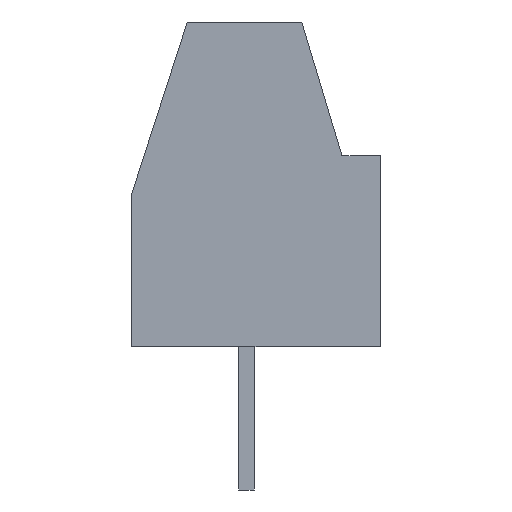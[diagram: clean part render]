
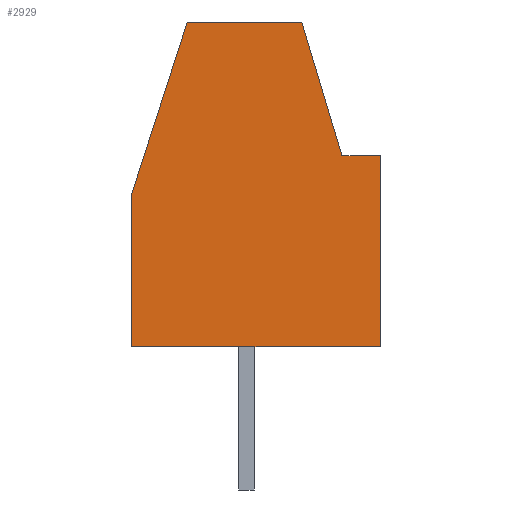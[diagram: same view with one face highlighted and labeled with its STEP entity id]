
A CAD part, left-side view. The second image highlights one B-rep face of the part: STEP entity #2929.
In plain terms, the highlighted planar face has unit normal (-1, 0, 0).
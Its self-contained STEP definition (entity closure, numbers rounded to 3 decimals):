
#2510 = VERTEX_POINT('',#2511);
#2511 = CARTESIAN_POINT('',(0.,-3.5,0.)
  );
#2520 = PLANE('',#2521);
#2521 = AXIS2_PLACEMENT_3D('',#2522,#2523,#2524);
#2522 = CARTESIAN_POINT('',(0.,-3.5,0.));
#2523 = DIRECTION('',(0.,-1.,0.));
#2524 = DIRECTION('',(0.,0.,1.));
#2532 = PLANE('',#2533);
#2533 = AXIS2_PLACEMENT_3D('',#2534,#2535,#2536);
#2534 = CARTESIAN_POINT('',(0.,-3.5,0.));
#2535 = DIRECTION('',(0.,0.,1.));
#2536 = DIRECTION('',(0.,1.,0.));
#2573 = VERTEX_POINT('',#2574);
#2574 = CARTESIAN_POINT('',(0.,-3.5,5.));
#2588 = PLANE('',#2589);
#2589 = AXIS2_PLACEMENT_3D('',#2590,#2591,#2592);
#2590 = CARTESIAN_POINT('',(0.,-3.5,5.));
#2591 = DIRECTION('',(0.,0.,1.));
#2592 = DIRECTION('',(0.,1.,0.));
#2600 = EDGE_CURVE('',#2510,#2573,#2601,.T.);
#2601 = SURFACE_CURVE('',#2602,(#2606,#2613),.PCURVE_S1.);
#2602 = LINE('',#2603,#2604);
#2603 = CARTESIAN_POINT('',(0.,-3.5,0.));
#2604 = VECTOR('',#2605,1.);
#2605 = DIRECTION('',(0.,0.,1.));
#2606 = PCURVE('',#2520,#2607);
#2607 = DEFINITIONAL_REPRESENTATION('',(#2608),#2612);
#2608 = LINE('',#2609,#2610);
#2609 = CARTESIAN_POINT('',(0.,0.));
#2610 = VECTOR('',#2611,1.);
#2611 = DIRECTION('',(1.,0.));
#2612 = ( GEOMETRIC_REPRESENTATION_CONTEXT(2) 
PARAMETRIC_REPRESENTATION_CONTEXT() REPRESENTATION_CONTEXT('2D SPACE',''
  ) );
#2613 = PCURVE('',#2614,#2619);
#2614 = PLANE('',#2615);
#2615 = AXIS2_PLACEMENT_3D('',#2616,#2617,#2618);
#2616 = CARTESIAN_POINT('',(0.,-0.231,
    3.774));
#2617 = DIRECTION('',(1.,0.,0.));
#2618 = DIRECTION('',(0.,0.,1.));
#2619 = DEFINITIONAL_REPRESENTATION('',(#2620),#2624);
#2620 = LINE('',#2621,#2622);
#2621 = CARTESIAN_POINT('',(-3.774,3.269));
#2622 = VECTOR('',#2623,1.);
#2623 = DIRECTION('',(1.,0.));
#2624 = ( GEOMETRIC_REPRESENTATION_CONTEXT(2) 
PARAMETRIC_REPRESENTATION_CONTEXT() REPRESENTATION_CONTEXT('2D SPACE',''
  ) );
#2882 = VERTEX_POINT('',#2883);
#2883 = CARTESIAN_POINT('',(0.,3.,0.));
#2897 = PLANE('',#2898);
#2898 = AXIS2_PLACEMENT_3D('',#2899,#2900,#2901);
#2899 = CARTESIAN_POINT('',(0.,3.,0.)
  );
#2900 = DIRECTION('',(0.,-1.,0.));
#2901 = DIRECTION('',(0.,0.,1.));
#2909 = EDGE_CURVE('',#2510,#2882,#2910,.T.);
#2910 = SURFACE_CURVE('',#2911,(#2915,#2922),.PCURVE_S1.);
#2911 = LINE('',#2912,#2913);
#2912 = CARTESIAN_POINT('',(0.,-3.5,0.));
#2913 = VECTOR('',#2914,1.);
#2914 = DIRECTION('',(0.,1.,0.));
#2915 = PCURVE('',#2532,#2916);
#2916 = DEFINITIONAL_REPRESENTATION('',(#2917),#2921);
#2917 = LINE('',#2918,#2919);
#2918 = CARTESIAN_POINT('',(0.,0.));
#2919 = VECTOR('',#2920,1.);
#2920 = DIRECTION('',(1.,0.));
#2921 = ( GEOMETRIC_REPRESENTATION_CONTEXT(2) 
PARAMETRIC_REPRESENTATION_CONTEXT() REPRESENTATION_CONTEXT('2D SPACE',''
  ) );
#2922 = PCURVE('',#2614,#2923);
#2923 = DEFINITIONAL_REPRESENTATION('',(#2924),#2928);
#2924 = LINE('',#2925,#2926);
#2925 = CARTESIAN_POINT('',(-3.774,3.269));
#2926 = VECTOR('',#2927,1.);
#2927 = DIRECTION('',(0.,-1.));
#2928 = ( GEOMETRIC_REPRESENTATION_CONTEXT(2) 
PARAMETRIC_REPRESENTATION_CONTEXT() REPRESENTATION_CONTEXT('2D SPACE',''
  ) );
#2929 = ADVANCED_FACE('',(#2930),#2614,.F.);
#2930 = FACE_BOUND('',#2931,.F.);
#2931 = EDGE_LOOP('',(#2932,#2933,#2934,#2957,#2985,#3013,#3041));
#2932 = ORIENTED_EDGE('',*,*,#2600,.F.);
#2933 = ORIENTED_EDGE('',*,*,#2909,.T.);
#2934 = ORIENTED_EDGE('',*,*,#2935,.T.);
#2935 = EDGE_CURVE('',#2882,#2936,#2938,.T.);
#2936 = VERTEX_POINT('',#2937);
#2937 = CARTESIAN_POINT('',(0.,3.,4.));
#2938 = SURFACE_CURVE('',#2939,(#2943,#2950),.PCURVE_S1.);
#2939 = LINE('',#2940,#2941);
#2940 = CARTESIAN_POINT('',(0.,3.,0.));
#2941 = VECTOR('',#2942,1.);
#2942 = DIRECTION('',(0.,0.,1.));
#2943 = PCURVE('',#2614,#2944);
#2944 = DEFINITIONAL_REPRESENTATION('',(#2945),#2949);
#2945 = LINE('',#2946,#2947);
#2946 = CARTESIAN_POINT('',(-3.774,-3.231));
#2947 = VECTOR('',#2948,1.);
#2948 = DIRECTION('',(1.,0.));
#2949 = ( GEOMETRIC_REPRESENTATION_CONTEXT(2) 
PARAMETRIC_REPRESENTATION_CONTEXT() REPRESENTATION_CONTEXT('2D SPACE',''
  ) );
#2950 = PCURVE('',#2897,#2951);
#2951 = DEFINITIONAL_REPRESENTATION('',(#2952),#2956);
#2952 = LINE('',#2953,#2954);
#2953 = CARTESIAN_POINT('',(0.,0.));
#2954 = VECTOR('',#2955,1.);
#2955 = DIRECTION('',(1.,0.));
#2956 = ( GEOMETRIC_REPRESENTATION_CONTEXT(2) 
PARAMETRIC_REPRESENTATION_CONTEXT() REPRESENTATION_CONTEXT('2D SPACE',''
  ) );
#2957 = ORIENTED_EDGE('',*,*,#2958,.F.);
#2958 = EDGE_CURVE('',#2959,#2936,#2961,.T.);
#2959 = VERTEX_POINT('',#2960);
#2960 = CARTESIAN_POINT('',(0.,1.551,8.5));
#2961 = SURFACE_CURVE('',#2962,(#2966,#2973),.PCURVE_S1.);
#2962 = LINE('',#2963,#2964);
#2963 = CARTESIAN_POINT('',(0.,1.551,8.5));
#2964 = VECTOR('',#2965,1.);
#2965 = DIRECTION('',(0.,0.307,-0.952)
  );
#2966 = PCURVE('',#2614,#2967);
#2967 = DEFINITIONAL_REPRESENTATION('',(#2968),#2972);
#2968 = LINE('',#2969,#2970);
#2969 = CARTESIAN_POINT('',(4.726,-1.781));
#2970 = VECTOR('',#2971,1.);
#2971 = DIRECTION('',(-0.952,-0.307));
#2972 = ( GEOMETRIC_REPRESENTATION_CONTEXT(2) 
PARAMETRIC_REPRESENTATION_CONTEXT() REPRESENTATION_CONTEXT('2D SPACE',''
  ) );
#2973 = PCURVE('',#2974,#2979);
#2974 = PLANE('',#2975);
#2975 = AXIS2_PLACEMENT_3D('',#2976,#2977,#2978);
#2976 = CARTESIAN_POINT('',(0.,1.551,8.5));
#2977 = DIRECTION('',(0.,0.952,0.307)
  );
#2978 = DIRECTION('',(0.,0.307,-0.952)
  );
#2979 = DEFINITIONAL_REPRESENTATION('',(#2980),#2984);
#2980 = LINE('',#2981,#2982);
#2981 = CARTESIAN_POINT('',(0.,0.));
#2982 = VECTOR('',#2983,1.);
#2983 = DIRECTION('',(1.,0.));
#2984 = ( GEOMETRIC_REPRESENTATION_CONTEXT(2) 
PARAMETRIC_REPRESENTATION_CONTEXT() REPRESENTATION_CONTEXT('2D SPACE',''
  ) );
#2985 = ORIENTED_EDGE('',*,*,#2986,.F.);
#2986 = EDGE_CURVE('',#2987,#2959,#2989,.T.);
#2987 = VERTEX_POINT('',#2988);
#2988 = CARTESIAN_POINT('',(0.,-1.449,8.5));
#2989 = SURFACE_CURVE('',#2990,(#2994,#3001),.PCURVE_S1.);
#2990 = LINE('',#2991,#2992);
#2991 = CARTESIAN_POINT('',(0.,-1.449,8.5));
#2992 = VECTOR('',#2993,1.);
#2993 = DIRECTION('',(0.,1.,0.));
#2994 = PCURVE('',#2614,#2995);
#2995 = DEFINITIONAL_REPRESENTATION('',(#2996),#3000);
#2996 = LINE('',#2997,#2998);
#2997 = CARTESIAN_POINT('',(4.726,1.219));
#2998 = VECTOR('',#2999,1.);
#2999 = DIRECTION('',(0.,-1.));
#3000 = ( GEOMETRIC_REPRESENTATION_CONTEXT(2) 
PARAMETRIC_REPRESENTATION_CONTEXT() REPRESENTATION_CONTEXT('2D SPACE',''
  ) );
#3001 = PCURVE('',#3002,#3007);
#3002 = PLANE('',#3003);
#3003 = AXIS2_PLACEMENT_3D('',#3004,#3005,#3006);
#3004 = CARTESIAN_POINT('',(0.,-1.449,8.5));
#3005 = DIRECTION('',(0.,0.,1.));
#3006 = DIRECTION('',(0.,1.,0.));
#3007 = DEFINITIONAL_REPRESENTATION('',(#3008),#3012);
#3008 = LINE('',#3009,#3010);
#3009 = CARTESIAN_POINT('',(0.,0.));
#3010 = VECTOR('',#3011,1.);
#3011 = DIRECTION('',(1.,0.));
#3012 = ( GEOMETRIC_REPRESENTATION_CONTEXT(2) 
PARAMETRIC_REPRESENTATION_CONTEXT() REPRESENTATION_CONTEXT('2D SPACE',''
  ) );
#3013 = ORIENTED_EDGE('',*,*,#3014,.F.);
#3014 = EDGE_CURVE('',#3015,#2987,#3017,.T.);
#3015 = VERTEX_POINT('',#3016);
#3016 = CARTESIAN_POINT('',(0.,-2.5,5.));
#3017 = SURFACE_CURVE('',#3018,(#3022,#3029),.PCURVE_S1.);
#3018 = LINE('',#3019,#3020);
#3019 = CARTESIAN_POINT('',(0.,-2.5,5.));
#3020 = VECTOR('',#3021,1.);
#3021 = DIRECTION('',(0.,0.288,0.958)
  );
#3022 = PCURVE('',#2614,#3023);
#3023 = DEFINITIONAL_REPRESENTATION('',(#3024),#3028);
#3024 = LINE('',#3025,#3026);
#3025 = CARTESIAN_POINT('',(1.226,2.269));
#3026 = VECTOR('',#3027,1.);
#3027 = DIRECTION('',(0.958,-0.288));
#3028 = ( GEOMETRIC_REPRESENTATION_CONTEXT(2) 
PARAMETRIC_REPRESENTATION_CONTEXT() REPRESENTATION_CONTEXT('2D SPACE',''
  ) );
#3029 = PCURVE('',#3030,#3035);
#3030 = PLANE('',#3031);
#3031 = AXIS2_PLACEMENT_3D('',#3032,#3033,#3034);
#3032 = CARTESIAN_POINT('',(0.,-2.5,5.));
#3033 = DIRECTION('',(0.,-0.958,0.288)
  );
#3034 = DIRECTION('',(0.,0.288,0.958)
  );
#3035 = DEFINITIONAL_REPRESENTATION('',(#3036),#3040);
#3036 = LINE('',#3037,#3038);
#3037 = CARTESIAN_POINT('',(0.,0.));
#3038 = VECTOR('',#3039,1.);
#3039 = DIRECTION('',(1.,0.));
#3040 = ( GEOMETRIC_REPRESENTATION_CONTEXT(2) 
PARAMETRIC_REPRESENTATION_CONTEXT() REPRESENTATION_CONTEXT('2D SPACE',''
  ) );
#3041 = ORIENTED_EDGE('',*,*,#3042,.F.);
#3042 = EDGE_CURVE('',#2573,#3015,#3043,.T.);
#3043 = SURFACE_CURVE('',#3044,(#3048,#3055),.PCURVE_S1.);
#3044 = LINE('',#3045,#3046);
#3045 = CARTESIAN_POINT('',(0.,-3.5,5.));
#3046 = VECTOR('',#3047,1.);
#3047 = DIRECTION('',(0.,1.,0.));
#3048 = PCURVE('',#2614,#3049);
#3049 = DEFINITIONAL_REPRESENTATION('',(#3050),#3054);
#3050 = LINE('',#3051,#3052);
#3051 = CARTESIAN_POINT('',(1.226,3.269));
#3052 = VECTOR('',#3053,1.);
#3053 = DIRECTION('',(0.,-1.));
#3054 = ( GEOMETRIC_REPRESENTATION_CONTEXT(2) 
PARAMETRIC_REPRESENTATION_CONTEXT() REPRESENTATION_CONTEXT('2D SPACE',''
  ) );
#3055 = PCURVE('',#2588,#3056);
#3056 = DEFINITIONAL_REPRESENTATION('',(#3057),#3061);
#3057 = LINE('',#3058,#3059);
#3058 = CARTESIAN_POINT('',(0.,0.));
#3059 = VECTOR('',#3060,1.);
#3060 = DIRECTION('',(1.,0.));
#3061 = ( GEOMETRIC_REPRESENTATION_CONTEXT(2) 
PARAMETRIC_REPRESENTATION_CONTEXT() REPRESENTATION_CONTEXT('2D SPACE',''
  ) );
